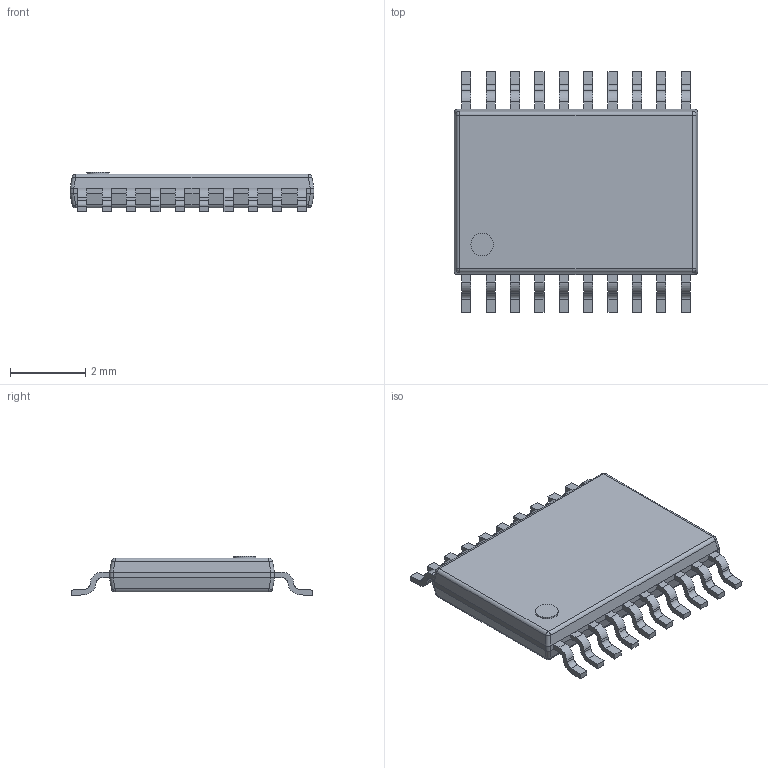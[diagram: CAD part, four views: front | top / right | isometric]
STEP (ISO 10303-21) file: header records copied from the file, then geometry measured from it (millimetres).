
FILE_DESCRIPTION(('FreeCAD Model'),'2;1');
FILE_NAME('SOP65P640X120-21N.step','2021-10-30T00:51:26',( 'kicad StepUp'),('ksu MCAD'),'Open CASCADE STEP processor 7.3', 'FreeCAD','Unknown');
FILE_SCHEMA(('AUTOMOTIVE_DESIGN { 1 0 10303 214 1 1 1 1 }'));
Length unit declared in the file: millimetre
Products named in the file (1): SOP65P640X120-21N
Bounding box: 6.5 x 6.42 x 1.05 mm (x, y, z)
Volume: 26.1 mm3; surface area: 113.7 mm2
Topology: 22 solids, 22 shells, 375 faces, 947 edges, 618 vertices
Faces by surface type: plane 266, cylinder 101, sphere 8
Full cylindrical faces by diameter (mm): 0.6 x1
Entity records: 14057 total; most frequent: CARTESIAN_POINT 2317, ORIENTED_EDGE 1894, DIRECTION 1853, EDGE_CURVE 947, LINE 729, VECTOR 729, VERTEX_POINT 618, AXIS2_PLACEMENT_3D 562
